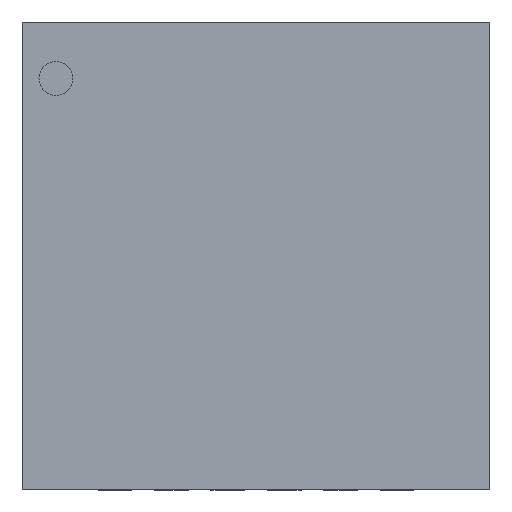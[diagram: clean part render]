
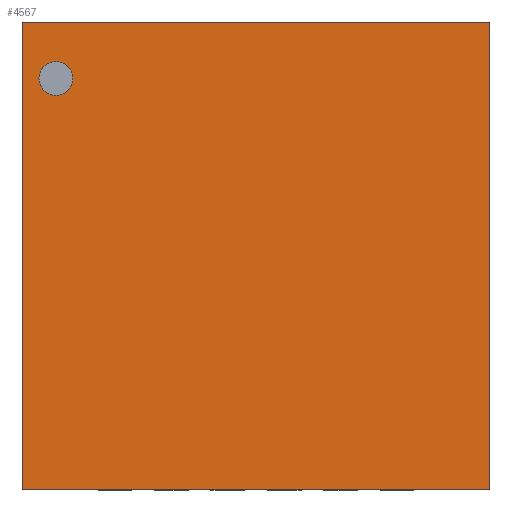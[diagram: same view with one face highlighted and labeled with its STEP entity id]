
A CAD part, top view. The second image highlights one B-rep face of the part: STEP entity #4567.
In plain terms, the highlighted planar face has unit normal (0, 0, 1).
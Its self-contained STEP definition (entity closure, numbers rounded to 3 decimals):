
#16=FACE_BOUND($,#716,.T.);
#189=PLANE($,#4959);
#439=FACE_OUTER_BOUND($,#715,.T.);
#715=EDGE_LOOP($,(#3802,#3803,#3804,#3805));
#716=EDGE_LOOP($,(#3806));
#1104=LINE($,#7139,#1638);
#1129=LINE($,#7189,#1663);
#1156=LINE($,#7243,#1690);
#1177=LINE($,#7290,#1711);
#1638=VECTOR($,#5832,4.15);
#1663=VECTOR($,#5859,4.15);
#1690=VECTOR($,#5888,4.15);
#1711=VECTOR($,#5919,4.15);
#1948=CIRCLE($,#4957,0.15);
#2224=VERTEX_POINT($,#7136);
#2225=VERTEX_POINT($,#7138);
#2249=VERTEX_POINT($,#7188);
#2275=VERTEX_POINT($,#7242);
#2296=VERTEX_POINT($,#7286);
#2760=EDGE_CURVE($,#2224,#2225,#1104,.T.);
#2785=EDGE_CURVE($,#2225,#2249,#1129,.T.);
#2812=EDGE_CURVE($,#2249,#2275,#1156,.T.);
#2834=EDGE_CURVE($,#2296,#2296,#1948,.T.);
#2835=EDGE_CURVE($,#2275,#2224,#1177,.T.);
#3802=ORIENTED_EDGE($,*,*,#2835,.F.);
#3803=ORIENTED_EDGE($,*,*,#2812,.F.);
#3804=ORIENTED_EDGE($,*,*,#2785,.F.);
#3805=ORIENTED_EDGE($,*,*,#2760,.F.);
#3806=ORIENTED_EDGE($,*,*,#2834,.T.);
#4567=ADVANCED_FACE($,(#439,#16),#189,.T.);
#4957=AXIS2_PLACEMENT_3D($,#7287,#5913,#5914);
#4959=AXIS2_PLACEMENT_3D($,#7289,#5917,#5918);
#5832=DIRECTION($,(-1.,0.,0.));
#5859=DIRECTION($,(0.,1.,0.));
#5888=DIRECTION($,(1.,0.,0.));
#5913=DIRECTION('center_axis',(0.,0.,-1.));
#5914=DIRECTION('ref_axis',(1.,0.,0.));
#5917=DIRECTION('center_axis',(0.,0.,1.));
#5918=DIRECTION('ref_axis',(1.,0.,0.));
#5919=DIRECTION($,(0.,-1.,0.));
#7136=CARTESIAN_POINT('',(2.075,-2.075,0.8));
#7138=CARTESIAN_POINT('',(-2.075,-2.075,0.8));
#7139=CARTESIAN_POINT($,(-2.075,-2.075,0.8));
#7188=CARTESIAN_POINT('',(-2.075,2.075,0.8));
#7189=CARTESIAN_POINT($,(-2.075,2.075,0.8));
#7242=CARTESIAN_POINT('',(2.075,2.075,0.8));
#7243=CARTESIAN_POINT($,(2.075,2.075,0.8));
#7286=CARTESIAN_POINT('',(-1.625,1.575,0.8));
#7287=CARTESIAN_POINT('Origin',(-1.775,1.575,0.8));
#7289=CARTESIAN_POINT('Origin',(0.,0.,
0.8));
#7290=CARTESIAN_POINT($,(2.075,-2.075,0.8));
